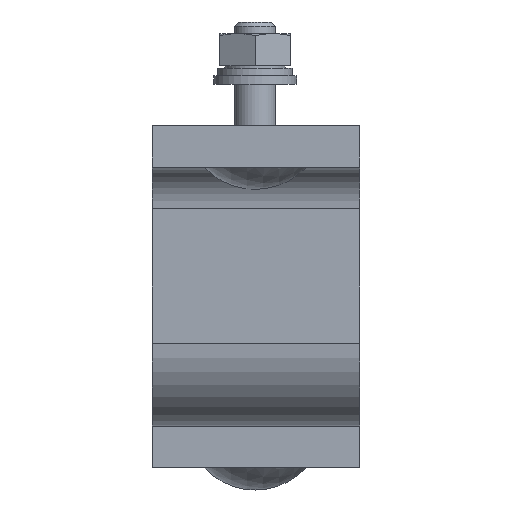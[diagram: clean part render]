
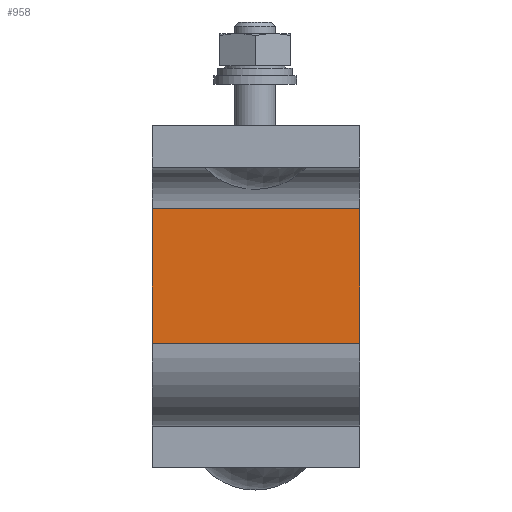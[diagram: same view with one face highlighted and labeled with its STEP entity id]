
A CAD part, front view. The second image highlights one B-rep face of the part: STEP entity #958.
In plain terms, the highlighted planar face has unit normal (0, -1, 0).
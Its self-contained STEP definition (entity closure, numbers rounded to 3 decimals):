
#958=ADVANCED_FACE('',(#1728),#1729,.F.);
#1728=FACE_OUTER_BOUND('',#2420,.T.);
#1729=PLANE('',#2421);
#2420=EDGE_LOOP('',(#4135,#4136,#4137,#4138));
#2421=AXIS2_PLACEMENT_3D('',#4139,#4140,#4141);
#4135=ORIENTED_EDGE('',*,*,#4831,.T.);
#4136=ORIENTED_EDGE('',*,*,#4894,.F.);
#4137=ORIENTED_EDGE('',*,*,#4840,.F.);
#4138=ORIENTED_EDGE('',*,*,#4892,.T.);
#4139=CARTESIAN_POINT('',(0.,94.5,15.323));
#4140=DIRECTION('',(0.,1.0,0.));
#4141=DIRECTION('',(-1.0,0.,0.));
#4831=EDGE_CURVE('',#5760,#5769,#5770,.T.);
#4840=EDGE_CURVE('',#5748,#5775,#5784,.T.);
#4892=EDGE_CURVE('',#5748,#5760,#5860,.T.);
#4894=EDGE_CURVE('',#5775,#5769,#5862,.T.);
#5748=VERTEX_POINT('',#7329);
#5760=VERTEX_POINT('',#7345);
#5769=VERTEX_POINT('',#7356);
#5770=LINE('',#7357,#7358);
#5775=VERTEX_POINT('',#7365);
#5784=LINE('',#7376,#7377);
#5860=LINE('',#7490,#7491);
#5862=LINE('',#7493,#7494);
#7329=CARTESIAN_POINT('',(0.,94.5,35.323));
#7345=CARTESIAN_POINT('',(50.,94.5,35.323));
#7356=CARTESIAN_POINT('',(50.,94.5,67.823));
#7357=CARTESIAN_POINT('',(50.,94.5,15.323));
#7358=VECTOR('',#8178,1000.0);
#7365=CARTESIAN_POINT('',(0.,94.5,67.823));
#7376=CARTESIAN_POINT('',(0.,94.5,15.323));
#7377=VECTOR('',#8189,1000.0);
#7490=CARTESIAN_POINT('',(0.,94.5,35.323));
#7491=VECTOR('',#8233,1000.0);
#7493=CARTESIAN_POINT('',(0.,94.5,67.823));
#7494=VECTOR('',#8234,1000.0);
#8178=DIRECTION('',(0.,0.,1.0));
#8189=DIRECTION('',(0.,0.,1.0));
#8233=DIRECTION('',(1.0,0.,0.));
#8234=DIRECTION('',(1.0,0.,0.));
